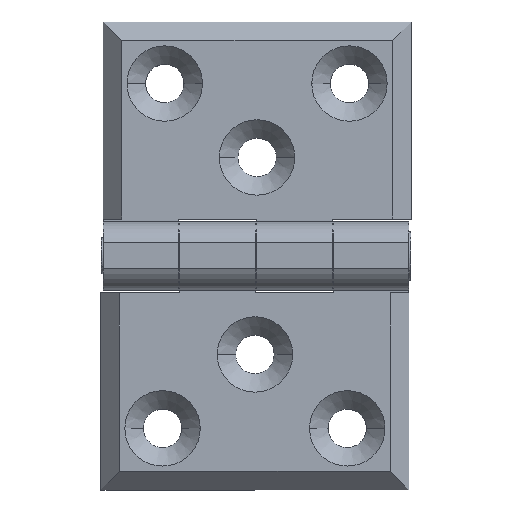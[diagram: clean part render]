
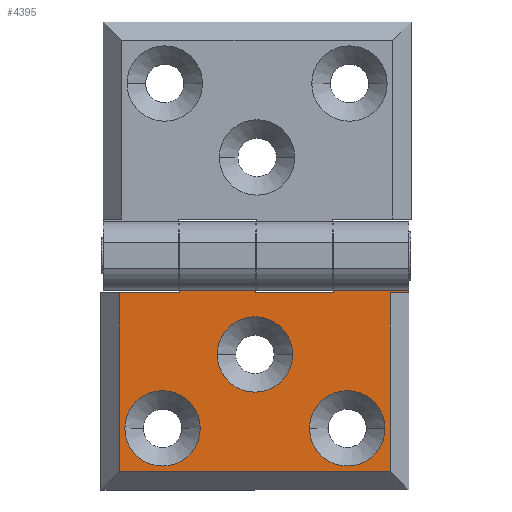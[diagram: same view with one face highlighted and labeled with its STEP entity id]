
A CAD part, top view. The second image highlights one B-rep face of the part: STEP entity #4395.
In plain terms, the highlighted planar face has unit normal (0, 0, 1).
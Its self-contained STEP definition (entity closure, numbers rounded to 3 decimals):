
#48 = DIRECTION ( 'NONE',  ( -1., 0., 0. ) ) ;
#68 = CARTESIAN_POINT ( 'NONE',  ( -12.25, 16., 6.1 ) ) ;
#78 = EDGE_CURVE ( 'NONE', #3531, #2966, #4041, .T. ) ;
#98 = CARTESIAN_POINT ( 'NONE',  ( 8.875, -5.999, 6.1 ) ) ;
#104 = ORIENTED_EDGE ( 'NONE', *, *, #516, .T. ) ;
#106 = EDGE_CURVE ( 'NONE', #2419, #1860, #3039, .T. ) ;
#116 = ORIENTED_EDGE ( 'NONE', *, *, #3536, .T. ) ;
#196 = VERTEX_POINT ( 'NONE', #98 ) ;
#255 = ORIENTED_EDGE ( 'NONE', *, *, #106, .T. ) ;
#272 = VERTEX_POINT ( 'NONE', #4114 ) ;
#302 = CARTESIAN_POINT ( 'NONE',  ( -12.25, 16.45, 6.1 ) ) ;
#325 = VECTOR ( 'NONE', #3998, 1000. ) ;
#415 = DIRECTION ( 'NONE',  ( 0., -1., 0. ) ) ;
#433 = AXIS2_PLACEMENT_3D ( 'NONE', #1814, #620, #2232 ) ;
#436 = CARTESIAN_POINT ( 'NONE',  ( -22., -13., 6.1 ) ) ;
#473 = CARTESIAN_POINT ( 'NONE',  ( 12.75, 16., 6.1 ) ) ;
#499 = AXIS2_PLACEMENT_3D ( 'NONE', #767, #4075, #3232 ) ;
#516 = EDGE_CURVE ( 'NONE', #4720, #968, #796, .T. ) ;
#533 = ORIENTED_EDGE ( 'NONE', *, *, #3038, .T. ) ;
#593 = CARTESIAN_POINT ( 'NONE',  ( 22., -13., 6.1 ) ) ;
#620 = DIRECTION ( 'NONE',  ( 0., 0., -1. ) ) ;
#642 = ORIENTED_EDGE ( 'NONE', *, *, #4543, .T. ) ;
#653 = EDGE_CURVE ( 'NONE', #4838, #752, #4137, .T. ) ;
#657 = CARTESIAN_POINT ( 'NONE',  ( 25.1, 16., 6.1 ) ) ;
#752 = VERTEX_POINT ( 'NONE', #5209 ) ;
#755 = VECTOR ( 'NONE', #4527, 1000. ) ;
#767 = CARTESIAN_POINT ( 'NONE',  ( 0., 6., 6.1 ) ) ;
#788 = DIRECTION ( 'NONE',  ( 0., -1., 0. ) ) ;
#796 = LINE ( 'NONE', #4798, #325 ) ;
#802 = ORIENTED_EDGE ( 'NONE', *, *, #882, .T. ) ;
#835 = VERTEX_POINT ( 'NONE', #302 ) ;
#870 = VECTOR ( 'NONE', #4248, 1000. ) ;
#882 = EDGE_CURVE ( 'NONE', #835, #272, #3682, .T. ) ;
#893 = CARTESIAN_POINT ( 'NONE',  ( 0.1, 16., 6.1 ) ) ;
#956 = EDGE_CURVE ( 'NONE', #3389, #2749, #3425, .T. ) ;
#968 = VERTEX_POINT ( 'NONE', #593 ) ;
#991 = PLANE ( 'NONE',  #3774 ) ;
#1027 = DIRECTION ( 'NONE',  ( 0., -1., 0. ) ) ;
#1039 = CARTESIAN_POINT ( 'NONE',  ( -15., -5.999, 6.1 ) ) ;
#1072 = EDGE_LOOP ( 'NONE', ( #4777, #4111, #2684, #3589, #5034, #255, #3987, #4383, #802, #533, #3636, #104 ) ) ;
#1083 = CARTESIAN_POINT ( 'NONE',  ( 15., -5.999, 6.1 ) ) ;
#1111 = LINE ( 'NONE', #5212, #1955 ) ;
#1163 = DIRECTION ( 'NONE',  ( 0., -1., 0. ) ) ;
#1248 = CARTESIAN_POINT ( 'NONE',  ( 0., 6., 6.1 ) ) ;
#1257 = VECTOR ( 'NONE', #1617, 1000. ) ;
#1285 = VECTOR ( 'NONE', #788, 1000. ) ;
#1373 = DIRECTION ( 'NONE',  ( -1., 0., 0. ) ) ;
#1451 = VECTOR ( 'NONE', #4845, 1000. ) ;
#1527 = CIRCLE ( 'NONE', #4419, 6.125 ) ;
#1573 = EDGE_LOOP ( 'NONE', ( #2793, #1853 ) ) ;
#1617 = DIRECTION ( 'NONE',  ( 1., 0., 0. ) ) ;
#1671 = EDGE_CURVE ( 'NONE', #1742, #4720, #2800, .T. ) ;
#1692 = EDGE_LOOP ( 'NONE', ( #116, #642 ) ) ;
#1742 = VERTEX_POINT ( 'NONE', #3115 ) ;
#1762 = EDGE_CURVE ( 'NONE', #3483, #2419, #1111, .T. ) ;
#1766 = AXIS2_PLACEMENT_3D ( 'NONE', #1039, #1964, #3095 ) ;
#1768 = EDGE_CURVE ( 'NONE', #3483, #3389, #3197, .T. ) ;
#1814 = CARTESIAN_POINT ( 'NONE',  ( -15., -5.999, 6.1 ) ) ;
#1824 = EDGE_CURVE ( 'NONE', #752, #4838, #1527, .T. ) ;
#1838 = CARTESIAN_POINT ( 'NONE',  ( -25.1, -16., 6.1 ) ) ;
#1845 = AXIS2_PLACEMENT_3D ( 'NONE', #4362, #3527, #4786 ) ;
#1853 = ORIENTED_EDGE ( 'NONE', *, *, #2014, .T. ) ;
#1860 = VERTEX_POINT ( 'NONE', #4532 ) ;
#1867 = FACE_BOUND ( 'NONE', #1692, .T. ) ;
#1889 = CARTESIAN_POINT ( 'NONE',  ( 22., -16., 6.1 ) ) ;
#1890 = EDGE_CURVE ( 'NONE', #3007, #1860, #4920, .T. ) ;
#1955 = VECTOR ( 'NONE', #1163, 1000. ) ;
#1964 = DIRECTION ( 'NONE',  ( 0., 0., -1. ) ) ;
#1970 = DIRECTION ( 'NONE',  ( 0., 1., 0. ) ) ;
#2014 = EDGE_CURVE ( 'NONE', #2966, #3531, #2460, .T. ) ;
#2151 = FACE_BOUND ( 'NONE', #1573, .T. ) ;
#2157 = LINE ( 'NONE', #4997, #3988 ) ;
#2232 = DIRECTION ( 'NONE',  ( -1., 0., 0. ) ) ;
#2316 = EDGE_CURVE ( 'NONE', #968, #3265, #3098, .T. ) ;
#2349 = LINE ( 'NONE', #2401, #1257 ) ;
#2357 = VECTOR ( 'NONE', #2747, 1000. ) ;
#2400 = CARTESIAN_POINT ( 'NONE',  ( 12.75, 16.45, 6.1 ) ) ;
#2401 = CARTESIAN_POINT ( 'NONE',  ( 12.85, 16., 6.1 ) ) ;
#2411 = CARTESIAN_POINT ( 'NONE',  ( 22., 16., 6.1 ) ) ;
#2419 = VERTEX_POINT ( 'NONE', #473 ) ;
#2460 = CIRCLE ( 'NONE', #433, 6.125 ) ;
#2513 = VERTEX_POINT ( 'NONE', #4638 ) ;
#2514 = CIRCLE ( 'NONE', #1845, 6.125 ) ;
#2560 = CARTESIAN_POINT ( 'NONE',  ( 0.1, 16.45, 6.1 ) ) ;
#2624 = LINE ( 'NONE', #4705, #870 ) ;
#2666 = CARTESIAN_POINT ( 'NONE',  ( 6.125, 6., 6.1 ) ) ;
#2684 = ORIENTED_EDGE ( 'NONE', *, *, #956, .F. ) ;
#2714 = ORIENTED_EDGE ( 'NONE', *, *, #653, .T. ) ;
#2744 = CARTESIAN_POINT ( 'NONE',  ( 25., 16., 6.1 ) ) ;
#2747 = DIRECTION ( 'NONE',  ( -1., 0., 0. ) ) ;
#2749 = VERTEX_POINT ( 'NONE', #2744 ) ;
#2793 = ORIENTED_EDGE ( 'NONE', *, *, #78, .T. ) ;
#2800 = LINE ( 'NONE', #3989, #1285 ) ;
#2966 = VERTEX_POINT ( 'NONE', #4177 ) ;
#2971 = DIRECTION ( 'NONE',  ( 0., 0., -1. ) ) ;
#3007 = VERTEX_POINT ( 'NONE', #2560 ) ;
#3038 = EDGE_CURVE ( 'NONE', #272, #1742, #2157, .T. ) ;
#3039 = LINE ( 'NONE', #657, #2357 ) ;
#3091 = CARTESIAN_POINT ( 'NONE',  ( 12.75, 16.45, 6.1 ) ) ;
#3095 = DIRECTION ( 'NONE',  ( -1., 0., 0. ) ) ;
#3098 = LINE ( 'NONE', #1889, #5001 ) ;
#3115 = CARTESIAN_POINT ( 'NONE',  ( -22., 16., 6.1 ) ) ;
#3197 = LINE ( 'NONE', #2400, #1451 ) ;
#3232 = DIRECTION ( 'NONE',  ( -1., 0., 0. ) ) ;
#3265 = VERTEX_POINT ( 'NONE', #2411 ) ;
#3385 = DIRECTION ( 'NONE',  ( -1., 0., 0. ) ) ;
#3389 = VERTEX_POINT ( 'NONE', #4950 ) ;
#3425 = LINE ( 'NONE', #4226, #5247 ) ;
#3483 = VERTEX_POINT ( 'NONE', #3091 ) ;
#3527 = DIRECTION ( 'NONE',  ( 0., 0., -1. ) ) ;
#3531 = VERTEX_POINT ( 'NONE', #5107 ) ;
#3536 = EDGE_CURVE ( 'NONE', #2513, #196, #3688, .T. ) ;
#3589 = ORIENTED_EDGE ( 'NONE', *, *, #1768, .F. ) ;
#3636 = ORIENTED_EDGE ( 'NONE', *, *, #1671, .T. ) ;
#3668 = DIRECTION ( 'NONE',  ( 0., 0., -1. ) ) ;
#3682 = LINE ( 'NONE', #68, #755 ) ;
#3688 = CIRCLE ( 'NONE', #5223, 6.125 ) ;
#3718 = EDGE_CURVE ( 'NONE', #3265, #2749, #2349, .T. ) ;
#3761 = FACE_OUTER_BOUND ( 'NONE', #1072, .T. ) ;
#3774 = AXIS2_PLACEMENT_3D ( 'NONE', #1838, #2971, #5100 ) ;
#3786 = FACE_BOUND ( 'NONE', #4931, .T. ) ;
#3987 = ORIENTED_EDGE ( 'NONE', *, *, #1890, .F. ) ;
#3988 = VECTOR ( 'NONE', #1373, 1000. ) ;
#3989 = CARTESIAN_POINT ( 'NONE',  ( -22., -16., 6.1 ) ) ;
#3998 = DIRECTION ( 'NONE',  ( 1., 0., 0. ) ) ;
#4041 = CIRCLE ( 'NONE', #1766, 6.125 ) ;
#4075 = DIRECTION ( 'NONE',  ( 0., 0., -1. ) ) ;
#4111 = ORIENTED_EDGE ( 'NONE', *, *, #3718, .T. ) ;
#4114 = CARTESIAN_POINT ( 'NONE',  ( -12.25, 16., 6.1 ) ) ;
#4137 = CIRCLE ( 'NONE', #499, 6.125 ) ;
#4177 = CARTESIAN_POINT ( 'NONE',  ( -21.125, -5.999, 6.1 ) ) ;
#4183 = ORIENTED_EDGE ( 'NONE', *, *, #1824, .T. ) ;
#4226 = CARTESIAN_POINT ( 'NONE',  ( 25., 16., 6.1 ) ) ;
#4248 = DIRECTION ( 'NONE',  ( 1., 0., 0. ) ) ;
#4362 = CARTESIAN_POINT ( 'NONE',  ( 15., -5.999, 6.1 ) ) ;
#4383 = ORIENTED_EDGE ( 'NONE', *, *, #5067, .F. ) ;
#4395 = ADVANCED_FACE ( 'NONE', ( #1867, #2151, #3786, #3761 ), #991, .F. ) ;
#4419 = AXIS2_PLACEMENT_3D ( 'NONE', #1248, #3668, #48 ) ;
#4527 = DIRECTION ( 'NONE',  ( 0., -1., 0. ) ) ;
#4532 = CARTESIAN_POINT ( 'NONE',  ( 0.1, 16., 6.1 ) ) ;
#4543 = EDGE_CURVE ( 'NONE', #196, #2513, #2514, .T. ) ;
#4636 = DIRECTION ( 'NONE',  ( 0., 0., -1. ) ) ;
#4638 = CARTESIAN_POINT ( 'NONE',  ( 21.125, -5.999, 6.1 ) ) ;
#4705 = CARTESIAN_POINT ( 'NONE',  ( -12.25, 16.45, 6.1 ) ) ;
#4720 = VERTEX_POINT ( 'NONE', #436 ) ;
#4777 = ORIENTED_EDGE ( 'NONE', *, *, #2316, .T. ) ;
#4786 = DIRECTION ( 'NONE',  ( -1., 0., 0. ) ) ;
#4798 = CARTESIAN_POINT ( 'NONE',  ( -25.1, -13., 6.1 ) ) ;
#4838 = VERTEX_POINT ( 'NONE', #2666 ) ;
#4845 = DIRECTION ( 'NONE',  ( 1., 0., 0. ) ) ;
#4916 = VECTOR ( 'NONE', #415, 1000. ) ;
#4920 = LINE ( 'NONE', #893, #4916 ) ;
#4931 = EDGE_LOOP ( 'NONE', ( #2714, #4183 ) ) ;
#4950 = CARTESIAN_POINT ( 'NONE',  ( 25., 16.45, 6.1 ) ) ;
#4997 = CARTESIAN_POINT ( 'NONE',  ( 25.1, 16., 6.1 ) ) ;
#5001 = VECTOR ( 'NONE', #1970, 1000. ) ;
#5034 = ORIENTED_EDGE ( 'NONE', *, *, #1762, .T. ) ;
#5067 = EDGE_CURVE ( 'NONE', #835, #3007, #2624, .T. ) ;
#5100 = DIRECTION ( 'NONE',  ( -1., 0., 0. ) ) ;
#5107 = CARTESIAN_POINT ( 'NONE',  ( -8.875, -5.999, 6.1 ) ) ;
#5209 = CARTESIAN_POINT ( 'NONE',  ( -6.125, 6., 6.1 ) ) ;
#5212 = CARTESIAN_POINT ( 'NONE',  ( 12.75, 16., 6.1 ) ) ;
#5223 = AXIS2_PLACEMENT_3D ( 'NONE', #1083, #4636, #3385 ) ;
#5247 = VECTOR ( 'NONE', #1027, 1000. ) ;
